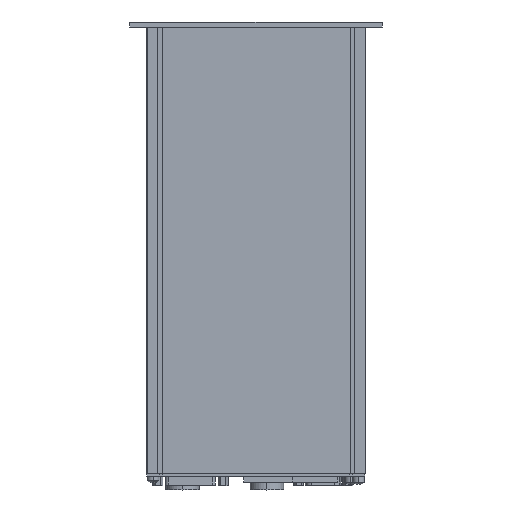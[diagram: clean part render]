
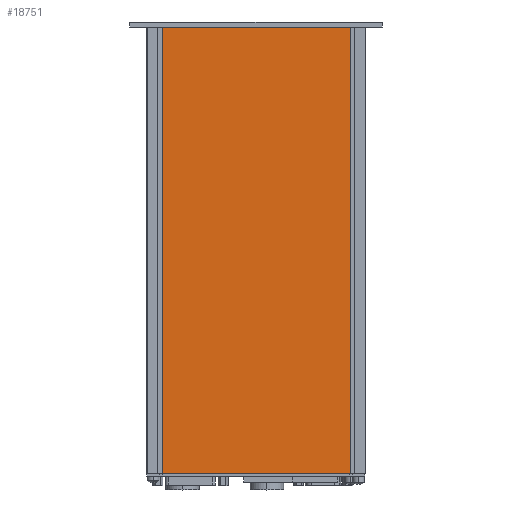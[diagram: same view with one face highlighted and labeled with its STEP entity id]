
A CAD part, left-side view. The second image highlights one B-rep face of the part: STEP entity #18751.
In plain terms, the highlighted planar face has unit normal (-1, 0, 0).
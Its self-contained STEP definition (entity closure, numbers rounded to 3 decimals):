
#9575=CARTESIAN_POINT('',(-12.5,4.3,-227.));
#9576=VERTEX_POINT('',#9575);
#9585=CARTESIAN_POINT('',(-12.5,99.9,-227.));
#9586=VERTEX_POINT('',#9585);
#9587=CARTESIAN_POINT('',(-12.5,99.9,-227.));
#9588=DIRECTION('',(0.0,-1.0,0.0));
#9589=VECTOR('',#9588,95.6);
#9590=LINE('',#9587,#9589);
#9591=EDGE_CURVE('',#9586,#9576,#9590,.T.);
#17682=CARTESIAN_POINT('',(-12.5,4.3,0.0));
#17683=VERTEX_POINT('',#17682);
#17690=CARTESIAN_POINT('',(-12.5,4.3,0.0));
#17691=DIRECTION('',(0.0,0.0,-1.0));
#17692=VECTOR('',#17691,227.);
#17693=LINE('',#17690,#17692);
#17694=EDGE_CURVE('',#17683,#9576,#17693,.T.);
#18717=CARTESIAN_POINT('',(-12.5,99.9,0.0));
#18718=VERTEX_POINT('',#18717);
#18719=CARTESIAN_POINT('',(-12.5,99.9,0.0));
#18720=DIRECTION('',(0.0,0.0,-1.0));
#18721=VECTOR('',#18720,227.);
#18722=LINE('',#18719,#18721);
#18723=EDGE_CURVE('',#18718,#9586,#18722,.T.);
#18735=CARTESIAN_POINT('',(-12.5,52.25,0.0));
#18736=DIRECTION('',(-1.0,0.0,0.0));
#18737=DIRECTION('',(0.0,0.0,1.0));
#18738=AXIS2_PLACEMENT_3D('',#18735,#18736,#18737);
#18739=PLANE('',#18738);
#18740=ORIENTED_EDGE('',*,*,#9591,.T.);
#18741=ORIENTED_EDGE('',*,*,#17694,.F.);
#18742=CARTESIAN_POINT('',(-12.5,99.9,0.0));
#18743=DIRECTION('',(0.0,-1.0,0.0));
#18744=VECTOR('',#18743,95.6);
#18745=LINE('',#18742,#18744);
#18746=EDGE_CURVE('',#18718,#17683,#18745,.T.);
#18747=ORIENTED_EDGE('',*,*,#18746,.F.);
#18748=ORIENTED_EDGE('',*,*,#18723,.T.);
#18749=EDGE_LOOP('',(#18740,#18741,#18747,#18748));
#18750=FACE_OUTER_BOUND('',#18749,.T.);
#18751=ADVANCED_FACE('',(#18750),#18739,.T.);
